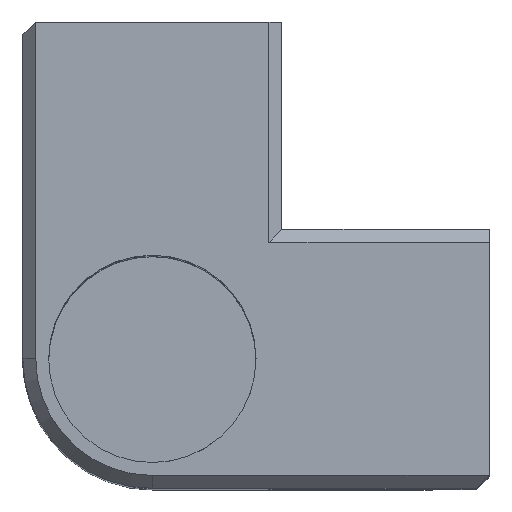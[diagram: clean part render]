
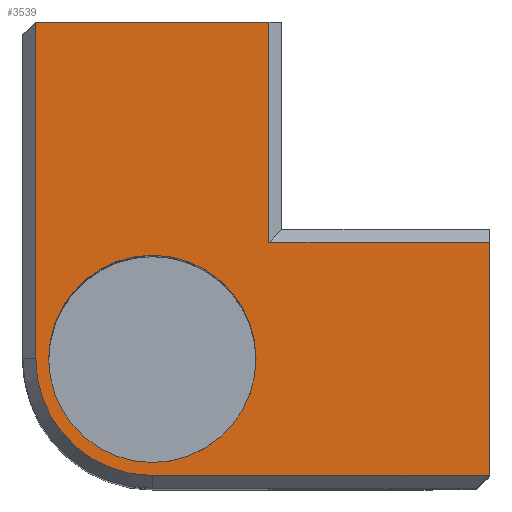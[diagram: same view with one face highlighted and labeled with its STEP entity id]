
A CAD part, top view. The second image highlights one B-rep face of the part: STEP entity #3539.
In plain terms, the highlighted planar face has unit normal (0, 0, 1).
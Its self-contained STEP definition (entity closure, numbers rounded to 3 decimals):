
#119 = CYLINDRICAL_SURFACE('',#120,8.);
#120 = AXIS2_PLACEMENT_3D('',#121,#122,#123);
#121 = CARTESIAN_POINT('',(0.,0.,2.));
#122 = DIRECTION('',(0.,0.,1.));
#123 = DIRECTION('',(1.,0.,0.));
#446 = VERTEX_POINT('',#447);
#447 = CARTESIAN_POINT('',(8.,0.,66.));
#468 = EDGE_CURVE('',#446,#446,#469,.T.);
#469 = SURFACE_CURVE('',#470,(#475,#482),.PCURVE_S1.);
#470 = CIRCLE('',#471,8.);
#471 = AXIS2_PLACEMENT_3D('',#472,#473,#474);
#472 = CARTESIAN_POINT('',(0.,0.,66.));
#473 = DIRECTION('',(0.,0.,1.));
#474 = DIRECTION('',(1.,0.,0.));
#475 = PCURVE('',#119,#476);
#476 = DEFINITIONAL_REPRESENTATION('',(#477),#481);
#477 = LINE('',#478,#479);
#478 = CARTESIAN_POINT('',(0.,64.));
#479 = VECTOR('',#480,1.);
#480 = DIRECTION('',(1.,0.));
#481 = ( GEOMETRIC_REPRESENTATION_CONTEXT(2) 
PARAMETRIC_REPRESENTATION_CONTEXT() REPRESENTATION_CONTEXT('2D SPACE',''
  ) );
#482 = PCURVE('',#483,#488);
#483 = PLANE('',#484);
#484 = AXIS2_PLACEMENT_3D('',#485,#486,#487);
#485 = CARTESIAN_POINT('',(6.804,6.804,66.));
#486 = DIRECTION('',(0.,0.,1.));
#487 = DIRECTION('',(0.,1.,0.));
#488 = DEFINITIONAL_REPRESENTATION('',(#489),#493);
#489 = CIRCLE('',#490,8.);
#490 = AXIS2_PLACEMENT_2D('',#491,#492);
#491 = CARTESIAN_POINT('',(-6.804,6.804));
#492 = DIRECTION('',(0.,-1.));
#493 = ( GEOMETRIC_REPRESENTATION_CONTEXT(2) 
PARAMETRIC_REPRESENTATION_CONTEXT() REPRESENTATION_CONTEXT('2D SPACE',''
  ) );
#3539 = ADVANCED_FACE('',(#3540,#3739),#483,.T.);
#3540 = FACE_BOUND('',#3541,.T.);
#3541 = EDGE_LOOP('',(#3542,#3572,#3600,#3628,#3656,#3684,#3713));
#3542 = ORIENTED_EDGE('',*,*,#3543,.F.);
#3543 = EDGE_CURVE('',#3544,#3546,#3548,.T.);
#3544 = VERTEX_POINT('',#3545);
#3545 = CARTESIAN_POINT('',(26.,9.,66.));
#3546 = VERTEX_POINT('',#3547);
#3547 = CARTESIAN_POINT('',(26.,-9.,66.));
#3548 = SURFACE_CURVE('',#3549,(#3553,#3560),.PCURVE_S1.);
#3549 = LINE('',#3550,#3551);
#3550 = CARTESIAN_POINT('',(26.,10.,66.));
#3551 = VECTOR('',#3552,1.);
#3552 = DIRECTION('',(0.,-1.,0.));
#3553 = PCURVE('',#483,#3554);
#3554 = DEFINITIONAL_REPRESENTATION('',(#3555),#3559);
#3555 = LINE('',#3556,#3557);
#3556 = CARTESIAN_POINT('',(3.196,-19.196));
#3557 = VECTOR('',#3558,1.);
#3558 = DIRECTION('',(-1.,0.));
#3559 = ( GEOMETRIC_REPRESENTATION_CONTEXT(2) 
PARAMETRIC_REPRESENTATION_CONTEXT() REPRESENTATION_CONTEXT('2D SPACE',''
  ) );
#3560 = PCURVE('',#3561,#3566);
#3561 = PLANE('',#3562);
#3562 = AXIS2_PLACEMENT_3D('',#3563,#3564,#3565);
#3563 = CARTESIAN_POINT('',(26.,-1.354,32.645));
#3564 = DIRECTION('',(1.,0.,0.));
#3565 = DIRECTION('',(0.,1.,0.));
#3566 = DEFINITIONAL_REPRESENTATION('',(#3567),#3571);
#3567 = LINE('',#3568,#3569);
#3568 = CARTESIAN_POINT('',(11.354,33.355));
#3569 = VECTOR('',#3570,1.);
#3570 = DIRECTION('',(-1.,0.));
#3571 = ( GEOMETRIC_REPRESENTATION_CONTEXT(2) 
PARAMETRIC_REPRESENTATION_CONTEXT() REPRESENTATION_CONTEXT('2D SPACE',''
  ) );
#3572 = ORIENTED_EDGE('',*,*,#3573,.F.);
#3573 = EDGE_CURVE('',#3574,#3544,#3576,.T.);
#3574 = VERTEX_POINT('',#3575);
#3575 = CARTESIAN_POINT('',(9.,9.,66.));
#3576 = SURFACE_CURVE('',#3577,(#3581,#3588),.PCURVE_S1.);
#3577 = LINE('',#3578,#3579);
#3578 = CARTESIAN_POINT('',(10.,9.,66.));
#3579 = VECTOR('',#3580,1.);
#3580 = DIRECTION('',(1.,0.,0.));
#3581 = PCURVE('',#483,#3582);
#3582 = DEFINITIONAL_REPRESENTATION('',(#3583),#3587);
#3583 = LINE('',#3584,#3585);
#3584 = CARTESIAN_POINT('',(2.196,-3.196));
#3585 = VECTOR('',#3586,1.);
#3586 = DIRECTION('',(0.,-1.));
#3587 = ( GEOMETRIC_REPRESENTATION_CONTEXT(2) 
PARAMETRIC_REPRESENTATION_CONTEXT() REPRESENTATION_CONTEXT('2D SPACE',''
  ) );
#3588 = PCURVE('',#3589,#3594);
#3589 = PLANE('',#3590);
#3590 = AXIS2_PLACEMENT_3D('',#3591,#3592,#3593);
#3591 = CARTESIAN_POINT('',(10.,9.5,65.5));
#3592 = DIRECTION('',(0.,-0.707,-0.707));
#3593 = DIRECTION('',(1.,0.,0.));
#3594 = DEFINITIONAL_REPRESENTATION('',(#3595),#3599);
#3595 = LINE('',#3596,#3597);
#3596 = CARTESIAN_POINT('',(0.,0.707));
#3597 = VECTOR('',#3598,1.);
#3598 = DIRECTION('',(1.,0.));
#3599 = ( GEOMETRIC_REPRESENTATION_CONTEXT(2) 
PARAMETRIC_REPRESENTATION_CONTEXT() REPRESENTATION_CONTEXT('2D SPACE',''
  ) );
#3600 = ORIENTED_EDGE('',*,*,#3601,.T.);
#3601 = EDGE_CURVE('',#3574,#3602,#3604,.T.);
#3602 = VERTEX_POINT('',#3603);
#3603 = CARTESIAN_POINT('',(9.,26.,66.));
#3604 = SURFACE_CURVE('',#3605,(#3609,#3616),.PCURVE_S1.);
#3605 = LINE('',#3606,#3607);
#3606 = CARTESIAN_POINT('',(9.,10.,66.));
#3607 = VECTOR('',#3608,1.);
#3608 = DIRECTION('',(0.,1.,0.));
#3609 = PCURVE('',#483,#3610);
#3610 = DEFINITIONAL_REPRESENTATION('',(#3611),#3615);
#3611 = LINE('',#3612,#3613);
#3612 = CARTESIAN_POINT('',(3.196,-2.196));
#3613 = VECTOR('',#3614,1.);
#3614 = DIRECTION('',(1.,0.));
#3615 = ( GEOMETRIC_REPRESENTATION_CONTEXT(2) 
PARAMETRIC_REPRESENTATION_CONTEXT() REPRESENTATION_CONTEXT('2D SPACE',''
  ) );
#3616 = PCURVE('',#3617,#3622);
#3617 = PLANE('',#3618);
#3618 = AXIS2_PLACEMENT_3D('',#3619,#3620,#3621);
#3619 = CARTESIAN_POINT('',(9.5,10.,65.5));
#3620 = DIRECTION('',(-0.707,0.,
    -0.707));
#3621 = DIRECTION('',(0.,-1.,0.));
#3622 = DEFINITIONAL_REPRESENTATION('',(#3623),#3627);
#3623 = LINE('',#3624,#3625);
#3624 = CARTESIAN_POINT('',(-0.,0.707));
#3625 = VECTOR('',#3626,1.);
#3626 = DIRECTION('',(-1.,0.));
#3627 = ( GEOMETRIC_REPRESENTATION_CONTEXT(2) 
PARAMETRIC_REPRESENTATION_CONTEXT() REPRESENTATION_CONTEXT('2D SPACE',''
  ) );
#3628 = ORIENTED_EDGE('',*,*,#3629,.T.);
#3629 = EDGE_CURVE('',#3602,#3630,#3632,.T.);
#3630 = VERTEX_POINT('',#3631);
#3631 = CARTESIAN_POINT('',(-9.,26.,66.));
#3632 = SURFACE_CURVE('',#3633,(#3637,#3644),.PCURVE_S1.);
#3633 = LINE('',#3634,#3635);
#3634 = CARTESIAN_POINT('',(10.,26.,66.));
#3635 = VECTOR('',#3636,1.);
#3636 = DIRECTION('',(-1.,0.,0.));
#3637 = PCURVE('',#483,#3638);
#3638 = DEFINITIONAL_REPRESENTATION('',(#3639),#3643);
#3639 = LINE('',#3640,#3641);
#3640 = CARTESIAN_POINT('',(19.196,-3.196));
#3641 = VECTOR('',#3642,1.);
#3642 = DIRECTION('',(0.,1.));
#3643 = ( GEOMETRIC_REPRESENTATION_CONTEXT(2) 
PARAMETRIC_REPRESENTATION_CONTEXT() REPRESENTATION_CONTEXT('2D SPACE',''
  ) );
#3644 = PCURVE('',#3645,#3650);
#3645 = PLANE('',#3646);
#3646 = AXIS2_PLACEMENT_3D('',#3647,#3648,#3649);
#3647 = CARTESIAN_POINT('',(-1.354,26.,32.645));
#3648 = DIRECTION('',(0.,1.,0.));
#3649 = DIRECTION('',(1.,0.,0.));
#3650 = DEFINITIONAL_REPRESENTATION('',(#3651),#3655);
#3651 = LINE('',#3652,#3653);
#3652 = CARTESIAN_POINT('',(11.354,-33.355));
#3653 = VECTOR('',#3654,1.);
#3654 = DIRECTION('',(-1.,0.));
#3655 = ( GEOMETRIC_REPRESENTATION_CONTEXT(2) 
PARAMETRIC_REPRESENTATION_CONTEXT() REPRESENTATION_CONTEXT('2D SPACE',''
  ) );
#3656 = ORIENTED_EDGE('',*,*,#3657,.T.);
#3657 = EDGE_CURVE('',#3630,#3658,#3660,.T.);
#3658 = VERTEX_POINT('',#3659);
#3659 = CARTESIAN_POINT('',(-9.,0.,66.));
#3660 = SURFACE_CURVE('',#3661,(#3665,#3672),.PCURVE_S1.);
#3661 = LINE('',#3662,#3663);
#3662 = CARTESIAN_POINT('',(-9.,26.,66.));
#3663 = VECTOR('',#3664,1.);
#3664 = DIRECTION('',(0.,-1.,0.));
#3665 = PCURVE('',#483,#3666);
#3666 = DEFINITIONAL_REPRESENTATION('',(#3667),#3671);
#3667 = LINE('',#3668,#3669);
#3668 = CARTESIAN_POINT('',(19.196,15.804));
#3669 = VECTOR('',#3670,1.);
#3670 = DIRECTION('',(-1.,0.));
#3671 = ( GEOMETRIC_REPRESENTATION_CONTEXT(2) 
PARAMETRIC_REPRESENTATION_CONTEXT() REPRESENTATION_CONTEXT('2D SPACE',''
  ) );
#3672 = PCURVE('',#3673,#3678);
#3673 = PLANE('',#3674);
#3674 = AXIS2_PLACEMENT_3D('',#3675,#3676,#3677);
#3675 = CARTESIAN_POINT('',(-9.5,26.,65.5));
#3676 = DIRECTION('',(-0.707,0.,0.707
    ));
#3677 = DIRECTION('',(0.,1.,0.));
#3678 = DEFINITIONAL_REPRESENTATION('',(#3679),#3683);
#3679 = LINE('',#3680,#3681);
#3680 = CARTESIAN_POINT('',(-0.,-0.707));
#3681 = VECTOR('',#3682,1.);
#3682 = DIRECTION('',(-1.,0.));
#3683 = ( GEOMETRIC_REPRESENTATION_CONTEXT(2) 
PARAMETRIC_REPRESENTATION_CONTEXT() REPRESENTATION_CONTEXT('2D SPACE',''
  ) );
#3684 = ORIENTED_EDGE('',*,*,#3685,.T.);
#3685 = EDGE_CURVE('',#3658,#3686,#3688,.T.);
#3686 = VERTEX_POINT('',#3687);
#3687 = CARTESIAN_POINT('',(0.,-9.,66.));
#3688 = SURFACE_CURVE('',#3689,(#3694,#3701),.PCURVE_S1.);
#3689 = CIRCLE('',#3690,9.);
#3690 = AXIS2_PLACEMENT_3D('',#3691,#3692,#3693);
#3691 = CARTESIAN_POINT('',(0.,0.,66.));
#3692 = DIRECTION('',(0.,0.,1.));
#3693 = DIRECTION('',(-1.,0.,0.));
#3694 = PCURVE('',#483,#3695);
#3695 = DEFINITIONAL_REPRESENTATION('',(#3696),#3700);
#3696 = CIRCLE('',#3697,9.);
#3697 = AXIS2_PLACEMENT_2D('',#3698,#3699);
#3698 = CARTESIAN_POINT('',(-6.804,6.804));
#3699 = DIRECTION('',(0.,1.));
#3700 = ( GEOMETRIC_REPRESENTATION_CONTEXT(2) 
PARAMETRIC_REPRESENTATION_CONTEXT() REPRESENTATION_CONTEXT('2D SPACE',''
  ) );
#3701 = PCURVE('',#3702,#3707);
#3702 = CONICAL_SURFACE('',#3703,10.,0.785);
#3703 = AXIS2_PLACEMENT_3D('',#3704,#3705,#3706);
#3704 = CARTESIAN_POINT('',(0.,0.,65.));
#3705 = DIRECTION('',(0.,0.,-1.));
#3706 = DIRECTION('',(-1.,0.,0.));
#3707 = DEFINITIONAL_REPRESENTATION('',(#3708),#3712);
#3708 = LINE('',#3709,#3710);
#3709 = CARTESIAN_POINT('',(-0.,-1.));
#3710 = VECTOR('',#3711,1.);
#3711 = DIRECTION('',(-1.,0.));
#3712 = ( GEOMETRIC_REPRESENTATION_CONTEXT(2) 
PARAMETRIC_REPRESENTATION_CONTEXT() REPRESENTATION_CONTEXT('2D SPACE',''
  ) );
#3713 = ORIENTED_EDGE('',*,*,#3714,.T.);
#3714 = EDGE_CURVE('',#3686,#3546,#3715,.T.);
#3715 = SURFACE_CURVE('',#3716,(#3720,#3727),.PCURVE_S1.);
#3716 = LINE('',#3717,#3718);
#3717 = CARTESIAN_POINT('',(0.,-9.,66.));
#3718 = VECTOR('',#3719,1.);
#3719 = DIRECTION('',(1.,0.,0.));
#3720 = PCURVE('',#483,#3721);
#3721 = DEFINITIONAL_REPRESENTATION('',(#3722),#3726);
#3722 = LINE('',#3723,#3724);
#3723 = CARTESIAN_POINT('',(-15.804,6.804));
#3724 = VECTOR('',#3725,1.);
#3725 = DIRECTION('',(0.,-1.));
#3726 = ( GEOMETRIC_REPRESENTATION_CONTEXT(2) 
PARAMETRIC_REPRESENTATION_CONTEXT() REPRESENTATION_CONTEXT('2D SPACE',''
  ) );
#3727 = PCURVE('',#3728,#3733);
#3728 = PLANE('',#3729);
#3729 = AXIS2_PLACEMENT_3D('',#3730,#3731,#3732);
#3730 = CARTESIAN_POINT('',(0.,-9.5,65.5));
#3731 = DIRECTION('',(0.,-0.707,0.707)
  );
#3732 = DIRECTION('',(-1.,0.,0.));
#3733 = DEFINITIONAL_REPRESENTATION('',(#3734),#3738);
#3734 = LINE('',#3735,#3736);
#3735 = CARTESIAN_POINT('',(0.,-0.707));
#3736 = VECTOR('',#3737,1.);
#3737 = DIRECTION('',(-1.,0.));
#3738 = ( GEOMETRIC_REPRESENTATION_CONTEXT(2) 
PARAMETRIC_REPRESENTATION_CONTEXT() REPRESENTATION_CONTEXT('2D SPACE',''
  ) );
#3739 = FACE_BOUND('',#3740,.T.);
#3740 = EDGE_LOOP('',(#3741));
#3741 = ORIENTED_EDGE('',*,*,#468,.F.);
